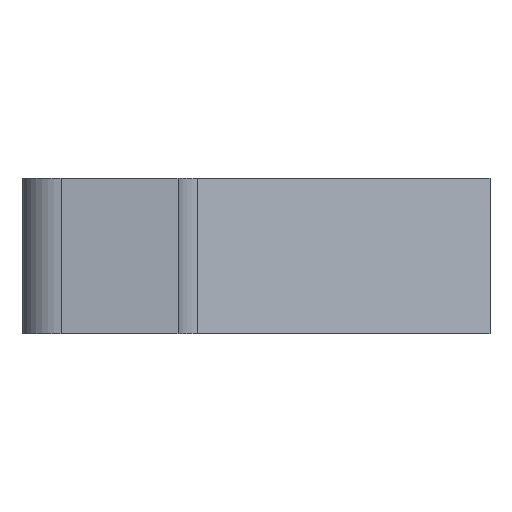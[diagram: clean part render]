
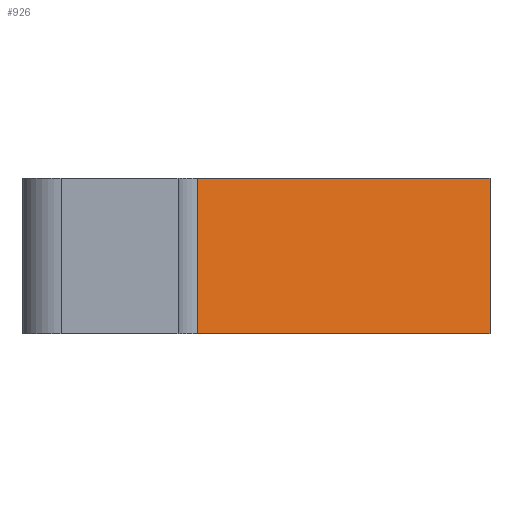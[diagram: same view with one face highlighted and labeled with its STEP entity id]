
A CAD part, left-side view. The second image highlights one B-rep face of the part: STEP entity #926.
In plain terms, the highlighted planar face has unit normal (-0.866, -0.5, 0).
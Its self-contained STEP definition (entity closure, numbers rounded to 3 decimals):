
#10 = DIRECTION ( 'NONE',  ( 0.5, -0.866, 0. ) ) ;
#13 = VECTOR ( 'NONE', #701, 1000. ) ;
#37 = VERTEX_POINT ( 'NONE', #939 ) ;
#45 = VERTEX_POINT ( 'NONE', #145 ) ;
#78 = EDGE_CURVE ( 'NONE', #329, #296, #410, .T. ) ;
#84 = ORIENTED_EDGE ( 'NONE', *, *, #852, .T. ) ;
#127 = VECTOR ( 'NONE', #10, 1000. ) ;
#145 = CARTESIAN_POINT ( 'NONE',  ( -40.825, 18.75, -5. ) ) ;
#226 = ORIENTED_EDGE ( 'NONE', *, *, #78, .F. ) ;
#244 = PLANE ( 'NONE',  #291 ) ;
#252 = FACE_OUTER_BOUND ( 'NONE', #980, .T. ) ;
#256 = CARTESIAN_POINT ( 'NONE',  ( -41.547, 20., 5. ) ) ;
#291 = AXIS2_PLACEMENT_3D ( 'NONE', #256, #800, #883 ) ;
#296 = VERTEX_POINT ( 'NONE', #1002 ) ;
#314 = CARTESIAN_POINT ( 'NONE',  ( -41.547, 20., -5. ) ) ;
#329 = VERTEX_POINT ( 'NONE', #656 ) ;
#333 = LINE ( 'NONE', #314, #13 ) ;
#351 = CARTESIAN_POINT ( 'NONE',  ( -30., 0., 5. ) ) ;
#390 = DIRECTION ( 'NONE',  ( 0., 0., -1. ) ) ;
#410 = LINE ( 'NONE', #952, #127 ) ;
#507 = VECTOR ( 'NONE', #390, 1000. ) ;
#587 = DIRECTION ( 'NONE',  ( 0., 0., -1. ) ) ;
#603 = LINE ( 'NONE', #954, #507 ) ;
#607 = ORIENTED_EDGE ( 'NONE', *, *, #726, .F. ) ;
#656 = CARTESIAN_POINT ( 'NONE',  ( -40.825, 18.75, 5. ) ) ;
#701 = DIRECTION ( 'NONE',  ( 0.5, -0.866, 0. ) ) ;
#726 = EDGE_CURVE ( 'NONE', #296, #37, #779, .T. ) ;
#779 = LINE ( 'NONE', #351, #975 ) ;
#800 = DIRECTION ( 'NONE',  ( 0.866, 0.5, 0. ) ) ;
#845 = EDGE_CURVE ( 'NONE', #329, #45, #603, .T. ) ;
#852 = EDGE_CURVE ( 'NONE', #45, #37, #333, .T. ) ;
#883 = DIRECTION ( 'NONE',  ( -0.5, 0.866, 0. ) ) ;
#926 = ADVANCED_FACE ( 'NONE', ( #252 ), #244, .F. ) ;
#934 = ORIENTED_EDGE ( 'NONE', *, *, #845, .T. ) ;
#939 = CARTESIAN_POINT ( 'NONE',  ( -30., 0., -5. ) ) ;
#952 = CARTESIAN_POINT ( 'NONE',  ( -41.547, 20., 5. ) ) ;
#954 = CARTESIAN_POINT ( 'NONE',  ( -40.825, 18.75, -5. ) ) ;
#975 = VECTOR ( 'NONE', #587, 1000. ) ;
#980 = EDGE_LOOP ( 'NONE', ( #226, #934, #84, #607 ) ) ;
#1002 = CARTESIAN_POINT ( 'NONE',  ( -30., 0., 5. ) ) ;
